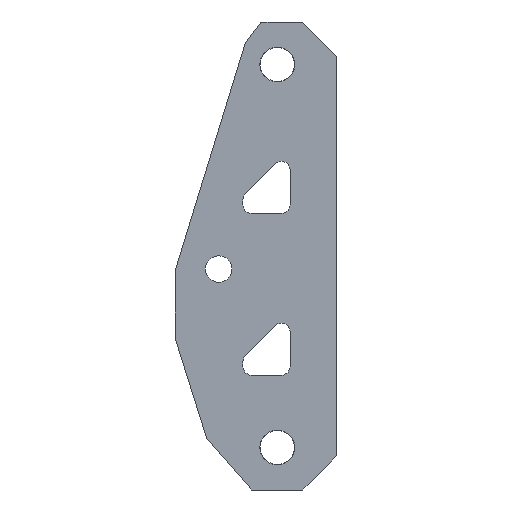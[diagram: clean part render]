
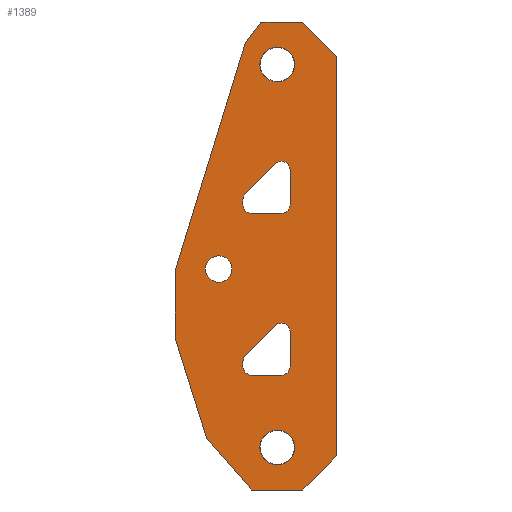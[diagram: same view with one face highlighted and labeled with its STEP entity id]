
A CAD part, left-side view. The second image highlights one B-rep face of the part: STEP entity #1389.
In plain terms, the highlighted planar face has unit normal (-1, 0, 0).
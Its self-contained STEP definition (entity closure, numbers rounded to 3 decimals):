
#54=FACE_BOUND('',#242,.T.);
#55=FACE_BOUND('',#243,.T.);
#56=FACE_BOUND('',#244,.T.);
#57=FACE_BOUND('',#245,.T.);
#58=FACE_BOUND('',#246,.T.);
#78=CIRCLE('',#1461,2.);
#80=CIRCLE('',#1465,2.);
#82=CIRCLE('',#1469,2.);
#84=CIRCLE('',#1473,2.);
#86=CIRCLE('',#1477,3.1);
#88=CIRCLE('',#1480,2.);
#90=CIRCLE('',#1484,2.);
#92=CIRCLE('',#1488,2.);
#94=CIRCLE('',#1492,2.);
#100=CIRCLE('',#1510,4.1);
#104=CIRCLE('',#1516,4.1);
#165=FACE_OUTER_BOUND('',#241,.T.);
#241=EDGE_LOOP('',(#1045,#1046,#1047,#1048,#1049,#1050,#1051,#1052,#1053,
#1054,#1055));
#242=EDGE_LOOP('',(#1056));
#243=EDGE_LOOP('',(#1057,#1058,#1059,#1060,#1061,#1062,#1063,#1064));
#244=EDGE_LOOP('',(#1065,#1066,#1067,#1068,#1069,#1070,#1071,#1072));
#245=EDGE_LOOP('',(#1073));
#246=EDGE_LOOP('',(#1074));
#308=LINE('',#2002,#448);
#311=LINE('',#2008,#451);
#315=LINE('',#2025,#455);
#319=LINE('',#2037,#459);
#323=LINE('',#2049,#463);
#328=LINE('',#2061,#468);
#332=LINE('',#2079,#472);
#336=LINE('',#2091,#476);
#340=LINE('',#2103,#480);
#345=LINE('',#2115,#485);
#346=LINE('',#2118,#486);
#349=LINE('',#2124,#489);
#352=LINE('',#2130,#492);
#355=LINE('',#2136,#495);
#358=LINE('',#2142,#498);
#361=LINE('',#2148,#501);
#364=LINE('',#2154,#504);
#367=LINE('',#2160,#507);
#370=LINE('',#2165,#510);
#448=VECTOR('',#1594,10.);
#451=VECTOR('',#1599,10.);
#455=VECTOR('',#1615,10.);
#459=VECTOR('',#1627,10.);
#463=VECTOR('',#1639,10.);
#468=VECTOR('',#1652,10.);
#472=VECTOR('',#1670,10.);
#476=VECTOR('',#1682,10.);
#480=VECTOR('',#1694,10.);
#485=VECTOR('',#1707,10.);
#486=VECTOR('',#1710,10.);
#489=VECTOR('',#1715,10.);
#492=VECTOR('',#1720,10.);
#495=VECTOR('',#1725,10.);
#498=VECTOR('',#1730,10.);
#501=VECTOR('',#1735,10.);
#504=VECTOR('',#1740,10.);
#507=VECTOR('',#1745,10.);
#510=VECTOR('',#1750,10.);
#588=VERTEX_POINT('',#1999);
#589=VERTEX_POINT('',#2001);
#591=VERTEX_POINT('',#2006);
#594=VERTEX_POINT('',#2015);
#595=VERTEX_POINT('',#2016);
#598=VERTEX_POINT('',#2024);
#600=VERTEX_POINT('',#2030);
#602=VERTEX_POINT('',#2036);
#604=VERTEX_POINT('',#2042);
#606=VERTEX_POINT('',#2048);
#608=VERTEX_POINT('',#2054);
#610=VERTEX_POINT('',#2063);
#612=VERTEX_POINT('',#2069);
#613=VERTEX_POINT('',#2070);
#616=VERTEX_POINT('',#2078);
#618=VERTEX_POINT('',#2084);
#620=VERTEX_POINT('',#2090);
#622=VERTEX_POINT('',#2096);
#624=VERTEX_POINT('',#2102);
#626=VERTEX_POINT('',#2108);
#628=VERTEX_POINT('',#2117);
#630=VERTEX_POINT('',#2123);
#632=VERTEX_POINT('',#2129);
#634=VERTEX_POINT('',#2135);
#636=VERTEX_POINT('',#2141);
#638=VERTEX_POINT('',#2147);
#640=VERTEX_POINT('',#2153);
#642=VERTEX_POINT('',#2159);
#647=VERTEX_POINT('',#2176);
#651=VERTEX_POINT('',#2188);
#720=EDGE_CURVE('',#589,#588,#308,.T.);
#723=EDGE_CURVE('',#591,#588,#311,.T.);
#727=EDGE_CURVE('',#594,#595,#78,.T.);
#731=EDGE_CURVE('',#598,#595,#315,.T.);
#734=EDGE_CURVE('',#598,#600,#80,.T.);
#737=EDGE_CURVE('',#602,#600,#319,.T.);
#740=EDGE_CURVE('',#602,#604,#82,.T.);
#743=EDGE_CURVE('',#606,#604,#323,.T.);
#746=EDGE_CURVE('',#606,#608,#84,.T.);
#750=EDGE_CURVE('',#594,#608,#328,.T.);
#751=EDGE_CURVE('',#610,#610,#86,.T.);
#754=EDGE_CURVE('',#612,#613,#88,.T.);
#758=EDGE_CURVE('',#616,#613,#332,.T.);
#761=EDGE_CURVE('',#616,#618,#90,.T.);
#764=EDGE_CURVE('',#620,#618,#336,.T.);
#767=EDGE_CURVE('',#620,#622,#92,.T.);
#770=EDGE_CURVE('',#624,#622,#340,.T.);
#773=EDGE_CURVE('',#624,#626,#94,.T.);
#777=EDGE_CURVE('',#612,#626,#345,.T.);
#778=EDGE_CURVE('',#589,#628,#346,.T.);
#781=EDGE_CURVE('',#628,#630,#349,.T.);
#784=EDGE_CURVE('',#630,#632,#352,.T.);
#787=EDGE_CURVE('',#632,#634,#355,.T.);
#790=EDGE_CURVE('',#634,#636,#358,.T.);
#793=EDGE_CURVE('',#636,#638,#361,.T.);
#796=EDGE_CURVE('',#638,#640,#364,.T.);
#799=EDGE_CURVE('',#640,#642,#367,.T.);
#802=EDGE_CURVE('',#642,#591,#370,.T.);
#809=EDGE_CURVE('',#647,#647,#100,.T.);
#814=EDGE_CURVE('',#651,#651,#104,.T.);
#1045=ORIENTED_EDGE('',*,*,#802,.F.);
#1046=ORIENTED_EDGE('',*,*,#799,.F.);
#1047=ORIENTED_EDGE('',*,*,#796,.F.);
#1048=ORIENTED_EDGE('',*,*,#793,.F.);
#1049=ORIENTED_EDGE('',*,*,#790,.F.);
#1050=ORIENTED_EDGE('',*,*,#787,.F.);
#1051=ORIENTED_EDGE('',*,*,#784,.F.);
#1052=ORIENTED_EDGE('',*,*,#781,.F.);
#1053=ORIENTED_EDGE('',*,*,#778,.F.);
#1054=ORIENTED_EDGE('',*,*,#720,.T.);
#1055=ORIENTED_EDGE('',*,*,#723,.F.);
#1056=ORIENTED_EDGE('',*,*,#751,.T.);
#1057=ORIENTED_EDGE('',*,*,#777,.T.);
#1058=ORIENTED_EDGE('',*,*,#773,.F.);
#1059=ORIENTED_EDGE('',*,*,#770,.T.);
#1060=ORIENTED_EDGE('',*,*,#767,.F.);
#1061=ORIENTED_EDGE('',*,*,#764,.T.);
#1062=ORIENTED_EDGE('',*,*,#761,.F.);
#1063=ORIENTED_EDGE('',*,*,#758,.T.);
#1064=ORIENTED_EDGE('',*,*,#754,.F.);
#1065=ORIENTED_EDGE('',*,*,#737,.T.);
#1066=ORIENTED_EDGE('',*,*,#734,.F.);
#1067=ORIENTED_EDGE('',*,*,#731,.T.);
#1068=ORIENTED_EDGE('',*,*,#727,.F.);
#1069=ORIENTED_EDGE('',*,*,#750,.T.);
#1070=ORIENTED_EDGE('',*,*,#746,.F.);
#1071=ORIENTED_EDGE('',*,*,#743,.T.);
#1072=ORIENTED_EDGE('',*,*,#740,.F.);
#1073=ORIENTED_EDGE('',*,*,#809,.F.);
#1074=ORIENTED_EDGE('',*,*,#814,.F.);
#1331=PLANE('',#1515);
#1389=ADVANCED_FACE('',(#165,#54,#55,#56,#57,#58),#1331,.F.);
#1461=AXIS2_PLACEMENT_3D('',#2017,#1607,#1608);
#1465=AXIS2_PLACEMENT_3D('',#2031,#1620,#1621);
#1469=AXIS2_PLACEMENT_3D('',#2043,#1632,#1633);
#1473=AXIS2_PLACEMENT_3D('',#2055,#1644,#1645);
#1477=AXIS2_PLACEMENT_3D('',#2064,#1655,#1656);
#1480=AXIS2_PLACEMENT_3D('',#2071,#1662,#1663);
#1484=AXIS2_PLACEMENT_3D('',#2085,#1675,#1676);
#1488=AXIS2_PLACEMENT_3D('',#2097,#1687,#1688);
#1492=AXIS2_PLACEMENT_3D('',#2109,#1699,#1700);
#1510=AXIS2_PLACEMENT_3D('',#2178,#1765,#1766);
#1515=AXIS2_PLACEMENT_3D('',#2187,#1776,#1777);
#1516=AXIS2_PLACEMENT_3D('',#2189,#1778,#1779);
#1594=DIRECTION('',(0.,-0.707,0.708));
#1599=DIRECTION('',(0.,0.,-1.));
#1607=DIRECTION('center_axis',(-1.,0.,0.));
#1608=DIRECTION('ref_axis',(0.,-0.707,-0.707));
#1615=DIRECTION('',(0.,0.,-1.));
#1620=DIRECTION('center_axis',(-1.,0.,0.));
#1621=DIRECTION('ref_axis',(0.,-0.383,0.924));
#1627=DIRECTION('',(0.,-0.707,0.707));
#1632=DIRECTION('center_axis',(-1.,0.,0.));
#1633=DIRECTION('ref_axis',(0.,0.924,0.383));
#1639=DIRECTION('',(0.,0.,1.));
#1644=DIRECTION('center_axis',(-1.,0.,0.));
#1645=DIRECTION('ref_axis',(0.,0.707,-0.707));
#1652=DIRECTION('',(0.,1.,0.));
#1655=DIRECTION('center_axis',(1.,0.,0.));
#1656=DIRECTION('ref_axis',(0.,0.,1.));
#1662=DIRECTION('center_axis',(-1.,0.,0.));
#1663=DIRECTION('ref_axis',(0.,-0.707,-0.707));
#1670=DIRECTION('',(0.,0.,-1.));
#1675=DIRECTION('center_axis',(-1.,0.,0.));
#1676=DIRECTION('ref_axis',(0.,-0.383,0.924));
#1682=DIRECTION('',(0.,-0.707,0.707));
#1687=DIRECTION('center_axis',(-1.,0.,0.));
#1688=DIRECTION('ref_axis',(0.,0.924,0.383));
#1694=DIRECTION('',(0.,0.,1.));
#1699=DIRECTION('center_axis',(-1.,0.,0.));
#1700=DIRECTION('ref_axis',(0.,0.707,-0.707));
#1707=DIRECTION('',(0.,1.,0.));
#1710=DIRECTION('',(0.,0.707,-0.707));
#1715=DIRECTION('',(0.,1.,0.));
#1720=DIRECTION('',(0.,0.656,0.755));
#1725=DIRECTION('',(0.,0.301,0.954));
#1730=DIRECTION('',(0.,0.,1.));
#1735=DIRECTION('',(0.,-0.294,0.956));
#1740=DIRECTION('',(0.,-0.603,0.798));
#1745=DIRECTION('',(0.,-1.,0.));
#1750=DIRECTION('',(0.,-0.707,-0.707));
#1765=DIRECTION('center_axis',(-1.,0.,0.));
#1766=DIRECTION('ref_axis',(0.,-1.,0.));
#1776=DIRECTION('center_axis',(1.,0.,0.));
#1777=DIRECTION('ref_axis',(0.,0.,-1.));
#1778=DIRECTION('center_axis',(-1.,0.,0.));
#1779=DIRECTION('ref_axis',(0.,-1.,0.));
#1999=CARTESIAN_POINT('',(-68.,-5.,-98.992));
#2001=CARTESIAN_POINT('',(-68.,0.,-104.));
#2002=CARTESIAN_POINT('',(-68.,-8.882,-95.104));
#2006=CARTESIAN_POINT('',(-68.,-5.,-4.995));
#2008=CARTESIAN_POINT('',(-68.,-5.,0.));
#2015=CARTESIAN_POINT('',(-68.,8.,-42.));
#2016=CARTESIAN_POINT('',(-68.,6.,-40.));
#2017=CARTESIAN_POINT('Origin',(-68.,8.,-40.));
#2024=CARTESIAN_POINT('',(-68.,6.,-31.762));
#2025=CARTESIAN_POINT('',(-68.,6.,-39.466));
#2030=CARTESIAN_POINT('',(-68.,9.414,-30.348));
#2031=CARTESIAN_POINT('Origin',(-68.,8.,-31.762));
#2036=CARTESIAN_POINT('',(-68.,16.481,-37.416));
#2037=CARTESIAN_POINT('',(-68.,20.425,-41.36));
#2042=CARTESIAN_POINT('',(-68.,17.067,-38.83));
#2043=CARTESIAN_POINT('Origin',(-68.,15.067,-38.83));
#2048=CARTESIAN_POINT('',(-68.,17.067,-40.));
#2049=CARTESIAN_POINT('',(-68.,17.067,-47.));
#2054=CARTESIAN_POINT('',(-68.,15.067,-42.));
#2055=CARTESIAN_POINT('Origin',(-68.,15.067,-40.));
#2061=CARTESIAN_POINT('',(-68.,11.25,-42.));
#2063=CARTESIAN_POINT('',(-68.,22.782,-58.163));
#2064=CARTESIAN_POINT('Origin',(-68.,22.782,-55.063));
#2069=CARTESIAN_POINT('',(-68.,8.,-80.001));
#2070=CARTESIAN_POINT('',(-68.,6.,-78.001));
#2071=CARTESIAN_POINT('Origin',(-68.,8.,-78.001));
#2078=CARTESIAN_POINT('',(-68.,6.,-69.762));
#2079=CARTESIAN_POINT('',(-68.,6.,-58.466));
#2084=CARTESIAN_POINT('',(-68.,9.414,-68.348));
#2085=CARTESIAN_POINT('Origin',(-68.,8.,-69.762));
#2090=CARTESIAN_POINT('',(-68.,16.481,-75.416));
#2091=CARTESIAN_POINT('',(-68.,10.925,-69.859));
#2096=CARTESIAN_POINT('',(-68.,17.067,-76.83));
#2097=CARTESIAN_POINT('Origin',(-68.,15.067,-76.83));
#2102=CARTESIAN_POINT('',(-68.,17.067,-78.));
#2103=CARTESIAN_POINT('',(-68.,17.065,-66.));
#2108=CARTESIAN_POINT('',(-68.,15.067,-80.001));
#2109=CARTESIAN_POINT('Origin',(-68.,15.067,-78.001));
#2115=CARTESIAN_POINT('',(-68.,11.25,-80.001));
#2117=CARTESIAN_POINT('',(-68.,3.,-107.001));
#2118=CARTESIAN_POINT('',(-68.,0.,-104.));
#2123=CARTESIAN_POINT('',(-68.,15.,-107.001));
#2124=CARTESIAN_POINT('',(-68.,3.,-107.001));
#2129=CARTESIAN_POINT('',(-68.,25.579,-94.831));
#2130=CARTESIAN_POINT('',(-68.,15.,-107.001));
#2135=CARTESIAN_POINT('',(-68.,33.,-71.293));
#2136=CARTESIAN_POINT('',(-68.,25.579,-94.831));
#2141=CARTESIAN_POINT('',(-68.,33.,-55.493));
#2142=CARTESIAN_POINT('',(-68.,33.,-71.293));
#2147=CARTESIAN_POINT('',(-68.,16.475,-1.778));
#2148=CARTESIAN_POINT('',(-68.,33.,-55.493));
#2153=CARTESIAN_POINT('',(-68.,12.861,3.002));
#2154=CARTESIAN_POINT('',(-68.,16.475,-1.778));
#2159=CARTESIAN_POINT('',(-68.,3.005,3.002));
#2160=CARTESIAN_POINT('',(-68.,12.861,3.002));
#2165=CARTESIAN_POINT('',(-68.,3.005,3.002));
#2176=CARTESIAN_POINT('',(-68.,9.,-11.1));
#2178=CARTESIAN_POINT('Origin',(-68.,9.,-7.));
#2187=CARTESIAN_POINT('Origin',(-68.,16.5,-51.999));
#2188=CARTESIAN_POINT('',(-68.,9.,-101.1));
#2189=CARTESIAN_POINT('Origin',(-68.,9.,-97.));
